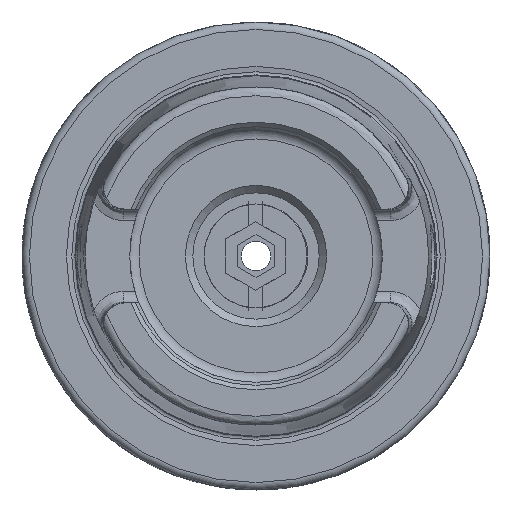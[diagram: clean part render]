
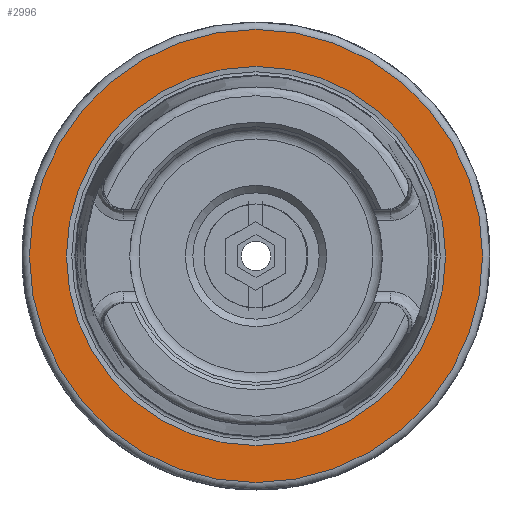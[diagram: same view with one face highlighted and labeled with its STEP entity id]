
A CAD part, left-side view. The second image highlights one B-rep face of the part: STEP entity #2996.
In plain terms, the highlighted planar face has unit normal (-1, 0, 0).
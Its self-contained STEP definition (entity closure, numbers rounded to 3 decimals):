
#601=FACE_BOUND('',#933,.T.);
#743=FACE_OUTER_BOUND('',#932,.T.);
#932=EDGE_LOOP('',(#2601));
#933=EDGE_LOOP('',(#2602));
#1102=CIRCLE('',#3299,25.521);
#1103=CIRCLE('',#3301,30.5);
#1365=VERTEX_POINT('',#6611);
#1366=VERTEX_POINT('',#6615);
#1787=EDGE_CURVE('',#1365,#1365,#1102,.T.);
#1788=EDGE_CURVE('',#1366,#1366,#1103,.T.);
#2601=ORIENTED_EDGE('',*,*,#1788,.F.);
#2602=ORIENTED_EDGE('',*,*,#1787,.T.);
#2834=PLANE('',#3300);
#2996=ADVANCED_FACE('',(#743,#601),#2834,.T.);
#3299=AXIS2_PLACEMENT_3D('',#6613,#3969,#3970);
#3300=AXIS2_PLACEMENT_3D('',#6614,#3971,#3972);
#3301=AXIS2_PLACEMENT_3D('',#6616,#3973,#3974);
#3969=DIRECTION('center_axis',(1.,0.,0.));
#3970=DIRECTION('ref_axis',(0.,0.,-1.));
#3971=DIRECTION('center_axis',(-1.,0.,0.));
#3972=DIRECTION('ref_axis',(0.,0.,1.));
#3973=DIRECTION('center_axis',(1.,0.,0.));
#3974=DIRECTION('ref_axis',(0.,0.,-1.));
#6611=CARTESIAN_POINT('',(0.,-25.521,0.));
#6613=CARTESIAN_POINT('Origin',(0.,0.,
0.));
#6614=CARTESIAN_POINT('Origin',(0.,30.5,0.));
#6615=CARTESIAN_POINT('',(0.,0.,30.5));
#6616=CARTESIAN_POINT('Origin',(0.,0.,
0.));
